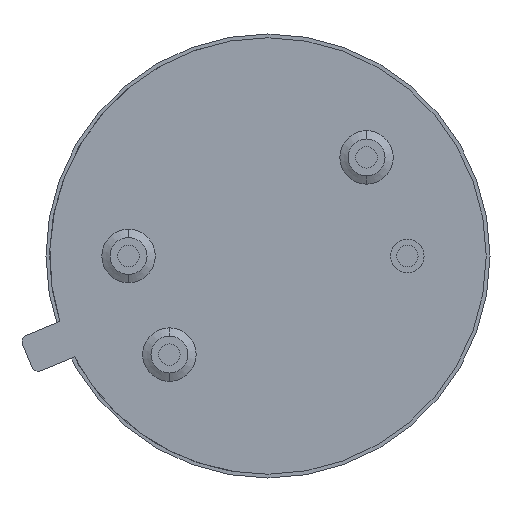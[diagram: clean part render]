
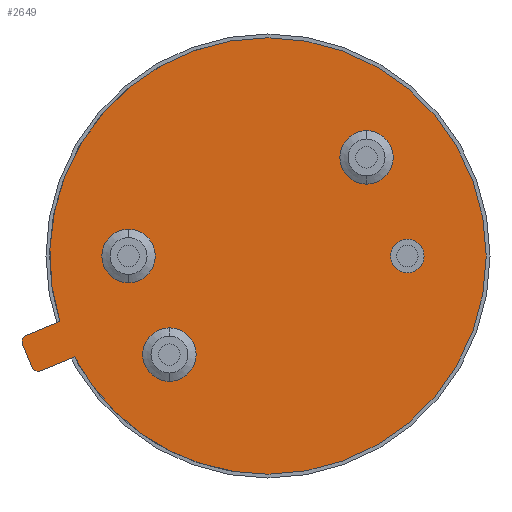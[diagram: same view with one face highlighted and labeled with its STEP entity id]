
A CAD part, front view. The second image highlights one B-rep face of the part: STEP entity #2649.
In plain terms, the highlighted planar face has unit normal (0, -1, 0).
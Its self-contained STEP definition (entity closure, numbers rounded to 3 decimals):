
#3 = CIRCLE ( 'NONE', #1555, 4.57 ) ;
#35 = DIRECTION ( 'NONE',  ( 0., 1., 0. ) ) ;
#62 = EDGE_CURVE ( 'NONE', #673, #754, #1692, .T. ) ;
#128 = VERTEX_POINT ( 'NONE', #2231 ) ;
#147 = CARTESIAN_POINT ( 'NONE',  ( 0., 0., -4.57 ) ) ;
#223 = VERTEX_POINT ( 'NONE', #1309 ) ;
#234 = ORIENTED_EDGE ( 'NONE', *, *, #2539, .F. ) ;
#254 = DIRECTION ( 'NONE',  ( 0., 1., 0. ) ) ;
#276 = AXIS2_PLACEMENT_3D ( 'NONE', #1525, #2696, #1737 ) ;
#290 = FACE_OUTER_BOUND ( 'NONE', #2024, .T. ) ;
#294 = AXIS2_PLACEMENT_3D ( 'NONE', #1660, #35, #1671 ) ;
#303 = LINE ( 'NONE', #2042, #2868 ) ;
#366 = FACE_BOUND ( 'NONE', #2729, .T. ) ;
#395 = AXIS2_PLACEMENT_3D ( 'NONE', #681, #913, #2546 ) ;
#432 = CIRCLE ( 'NONE', #1344, 4.57 ) ;
#471 = CARTESIAN_POINT ( 'NONE',  ( -4.81, 0., -2.263 ) ) ;
#532 = AXIS2_PLACEMENT_3D ( 'NONE', #651, #665, #688 ) ;
#569 = VERTEX_POINT ( 'NONE', #147 ) ;
#598 = EDGE_CURVE ( 'NONE', #1538, #2642, #303, .T. ) ;
#613 = AXIS2_PLACEMENT_3D ( 'NONE', #2819, #2827, #1219 ) ;
#639 = ORIENTED_EDGE ( 'NONE', *, *, #1627, .F. ) ;
#651 = CARTESIAN_POINT ( 'NONE',  ( 2.92, 0., 0. ) ) ;
#665 = DIRECTION ( 'NONE',  ( 0., -1., 0. ) ) ;
#673 = VERTEX_POINT ( 'NONE', #1633 ) ;
#681 = CARTESIAN_POINT ( 'NONE',  ( 0., 0., 0. ) ) ;
#688 = DIRECTION ( 'NONE',  ( 0., 0., -1. ) ) ;
#717 = DIRECTION ( 'NONE',  ( 0., 0., 1. ) ) ;
#718 = CARTESIAN_POINT ( 'NONE',  ( -4.753, 0., -2.402 ) ) ;
#748 = DIRECTION ( 'NONE',  ( 0., 1., 0. ) ) ;
#749 = EDGE_CURVE ( 'NONE', #1113, #673, #918, .T. ) ;
#754 = VERTEX_POINT ( 'NONE', #1819 ) ;
#771 = EDGE_CURVE ( 'NONE', #2226, #569, #2713, .T. ) ;
#806 = EDGE_CURVE ( 'NONE', #128, #223, #2212, .T. ) ;
#816 = ORIENTED_EDGE ( 'NONE', *, *, #1192, .F. ) ;
#822 = DIRECTION ( 'NONE',  ( -0.383, 0., 0.924 ) ) ;
#913 = DIRECTION ( 'NONE',  ( 0., 1., 0. ) ) ;
#918 = CIRCLE ( 'NONE', #2333, 0.15 ) ;
#1017 = DIRECTION ( 'NONE',  ( 0.924, 0., 0.383 ) ) ;
#1057 = VERTEX_POINT ( 'NONE', #2233 ) ;
#1070 = CIRCLE ( 'NONE', #276, 0.15 ) ;
#1080 = ORIENTED_EDGE ( 'NONE', *, *, #749, .F. ) ;
#1111 = CARTESIAN_POINT ( 'NONE',  ( 0., 0., 0. ) ) ;
#1113 = VERTEX_POINT ( 'NONE', #1393 ) ;
#1133 = DIRECTION ( 'NONE',  ( 0., 1., 0. ) ) ;
#1192 = EDGE_CURVE ( 'NONE', #569, #1538, #3, .T. ) ;
#1219 = DIRECTION ( 'NONE',  ( 0., 0., -1. ) ) ;
#1309 = CARTESIAN_POINT ( 'NONE',  ( 2.92, 0., 0.35 ) ) ;
#1310 = CARTESIAN_POINT ( 'NONE',  ( -4.053, 0., -2.112 ) ) ;
#1344 = AXIS2_PLACEMENT_3D ( 'NONE', #1111, #1133, #1606 ) ;
#1367 = ORIENTED_EDGE ( 'NONE', *, *, #598, .F. ) ;
#1393 = CARTESIAN_POINT ( 'NONE',  ( -4.81, 0., -2.413 ) ) ;
#1442 = DIRECTION ( 'NONE',  ( 0., 0., 1. ) ) ;
#1497 = VERTEX_POINT ( 'NONE', #1918 ) ;
#1525 = CARTESIAN_POINT ( 'NONE',  ( -5.001, 0., -1.801 ) ) ;
#1538 = VERTEX_POINT ( 'NONE', #1310 ) ;
#1555 = AXIS2_PLACEMENT_3D ( 'NONE', #2116, #748, #717 ) ;
#1606 = DIRECTION ( 'NONE',  ( 0., 0., 1. ) ) ;
#1627 = EDGE_CURVE ( 'NONE', #754, #1497, #1070, .T. ) ;
#1633 = CARTESIAN_POINT ( 'NONE',  ( -4.949, 0., -2.32 ) ) ;
#1660 = CARTESIAN_POINT ( 'NONE',  ( 0., 0., 0. ) ) ;
#1671 = DIRECTION ( 'NONE',  ( 0., 0., 1. ) ) ;
#1692 = LINE ( 'NONE', #2230, #2055 ) ;
#1715 = LINE ( 'NONE', #2195, #2821 ) ;
#1737 = DIRECTION ( 'NONE',  ( 0., 0., -1. ) ) ;
#1748 = CIRCLE ( 'NONE', #532, 0.35 ) ;
#1810 = DIRECTION ( 'NONE',  ( -0.924, 0., -0.383 ) ) ;
#1819 = CARTESIAN_POINT ( 'NONE',  ( -5.14, 0., -1.858 ) ) ;
#1851 = EDGE_CURVE ( 'NONE', #223, #128, #1748, .T. ) ;
#1918 = CARTESIAN_POINT ( 'NONE',  ( -5.059, 0., -1.662 ) ) ;
#2024 = EDGE_LOOP ( 'NONE', ( #3019, #2408, #639, #2335, #1080, #234, #1367, #816, #2756 ) ) ;
#2036 = CIRCLE ( 'NONE', #2722, 0.15 ) ;
#2042 = CARTESIAN_POINT ( 'NONE',  ( -4.753, 0., -2.402 ) ) ;
#2055 = VECTOR ( 'NONE', #822, 1000. ) ;
#2115 = DIRECTION ( 'NONE',  ( 0., 1., 0. ) ) ;
#2116 = CARTESIAN_POINT ( 'NONE',  ( 0., 0., 0. ) ) ;
#2147 = ORIENTED_EDGE ( 'NONE', *, *, #1851, .F. ) ;
#2167 = EDGE_CURVE ( 'NONE', #1497, #1057, #1715, .T. ) ;
#2195 = CARTESIAN_POINT ( 'NONE',  ( -5.059, 0., -1.662 ) ) ;
#2212 = CIRCLE ( 'NONE', #613, 0.35 ) ;
#2226 = VERTEX_POINT ( 'NONE', #2891 ) ;
#2230 = CARTESIAN_POINT ( 'NONE',  ( -5.14, 0., -1.858 ) ) ;
#2231 = CARTESIAN_POINT ( 'NONE',  ( 2.92, 0., -0.35 ) ) ;
#2233 = CARTESIAN_POINT ( 'NONE',  ( -4.359, 0., -1.373 ) ) ;
#2322 = ORIENTED_EDGE ( 'NONE', *, *, #806, .F. ) ;
#2333 = AXIS2_PLACEMENT_3D ( 'NONE', #471, #2115, #2349 ) ;
#2335 = ORIENTED_EDGE ( 'NONE', *, *, #62, .F. ) ;
#2349 = DIRECTION ( 'NONE',  ( 0., 0., 1. ) ) ;
#2354 = PLANE ( 'NONE',  #395 ) ;
#2375 = CARTESIAN_POINT ( 'NONE',  ( -4.81, 0., -2.263 ) ) ;
#2408 = ORIENTED_EDGE ( 'NONE', *, *, #2167, .F. ) ;
#2539 = EDGE_CURVE ( 'NONE', #2642, #1113, #2036, .T. ) ;
#2546 = DIRECTION ( 'NONE',  ( 0., 0., 1. ) ) ;
#2642 = VERTEX_POINT ( 'NONE', #718 ) ;
#2649 = ADVANCED_FACE ( 'NONE', ( #366, #290 ), #2354, .F. ) ;
#2696 = DIRECTION ( 'NONE',  ( 0., 1., 0. ) ) ;
#2713 = CIRCLE ( 'NONE', #294, 4.57 ) ;
#2722 = AXIS2_PLACEMENT_3D ( 'NONE', #2375, #254, #1442 ) ;
#2729 = EDGE_LOOP ( 'NONE', ( #2147, #2322 ) ) ;
#2756 = ORIENTED_EDGE ( 'NONE', *, *, #771, .F. ) ;
#2819 = CARTESIAN_POINT ( 'NONE',  ( 2.92, 0., 0. ) ) ;
#2821 = VECTOR ( 'NONE', #1017, 1000. ) ;
#2827 = DIRECTION ( 'NONE',  ( 0., -1., 0. ) ) ;
#2846 = EDGE_CURVE ( 'NONE', #1057, #2226, #432, .T. ) ;
#2868 = VECTOR ( 'NONE', #1810, 1000. ) ;
#2891 = CARTESIAN_POINT ( 'NONE',  ( 0., 0., 4.57 ) ) ;
#3019 = ORIENTED_EDGE ( 'NONE', *, *, #2846, .F. ) ;
